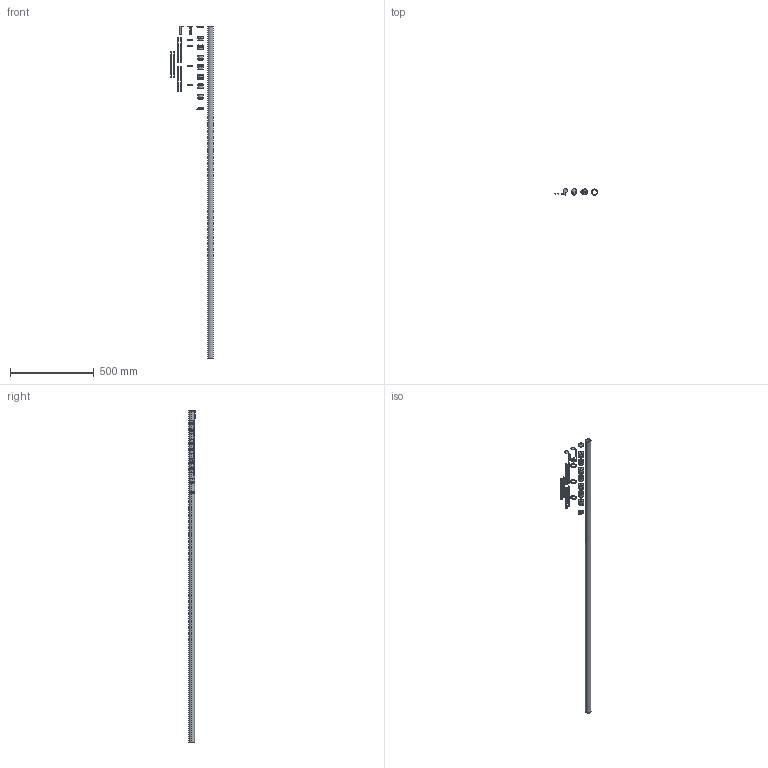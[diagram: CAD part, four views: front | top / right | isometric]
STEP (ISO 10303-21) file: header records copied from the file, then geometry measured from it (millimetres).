
FILE_DESCRIPTION (( 'STEP AP203' ), '1' );
FILE_NAME ('FSA8800 S30 Set vierteilig 1980.STEP', '2025-04-22T11:42:56', ( '' ), ( '' ), 'SwSTEP 2.0', 'SolidWorks 2023', '' );
FILE_SCHEMA (( 'CONFIG_CONTROL_DESIGN' ));
Length unit declared in the file: millimetre
Products named in the file (20): Klebefläche_01; Folie Montagewinkel; Adapterzapfen; Montagewinkel links; Klebefolie Kunststoffabdeckung_150; Kunststoffabdeckung_150; Kunststoffabdeckung S30; Sicherungsring; Klebepad_Abdeckfolie mit Abreisslappen; FSA8800 S30 Set vierteilig 1980; Klebeband Montagewinkel; Klebepad Montagewinkel_mit Abdeckfolie u. & o.; Fuss S30 mit Klebepad_Ansicht Zeichnung; Klebefläche Kunststoffabdeckung_150; Montagewinkel rechts; Abdeckprofil_150; Fuss S30; Folie_01
Assembly tree (35 placements, depth 4):
  FSA8800 S30 Set vierteilig 1980
    Abdeckprofil_150
    Adapterzapfen  x7
    Fuss S30 mit Klebepad_Ansicht Zeichnung  x2
      Fuss S30
      Klebepad_Abdeckfolie mit Abreisslappen
        Klebefläche_01
        Folie_01
    Sicherungsring  x4
    Montagewinkel links
      Montagewinkel links
      Klebepad Montagewinkel_mit Abdeckfolie u. & o.
        Klebeband Montagewinkel
        Folie Montagewinkel
    Montagewinkel rechts
      Montagewinkel rechts
      Klebepad Montagewinkel_mit Abdeckfolie u. & o.
        Klebeband Montagewinkel
        Folie Montagewinkel
    Kunststoffabdeckung S30
      Kunststoffabdeckung_150
      Klebefläche Kunststoffabdeckung_150
      Klebefolie Kunststoffabdeckung_150
    Kunststoffabdeckung_150  x5
Bounding box: 255.63 x 40.35 x 1980 mm (x, y, z)
Volume: 368096.5 mm3; surface area: 501763.4 mm2
Topology: 32 solids, 32 shells, 633 faces, 1444 edges, 870 vertices
Faces by surface type: plane 241, cylinder 218, torus 138, sphere 32, cone 4
Entity records: 8525 total; most frequent: DIRECTION 1187, CARTESIAN_POINT 1014, ORIENTED_EDGE 938, AXIS2_PLACEMENT_3D 469, EDGE_CURVE 469, VERTEX_POINT 296, LINE 249, VECTOR 249
